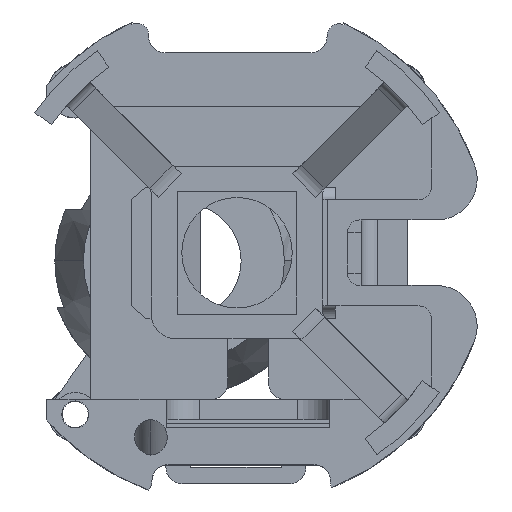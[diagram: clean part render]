
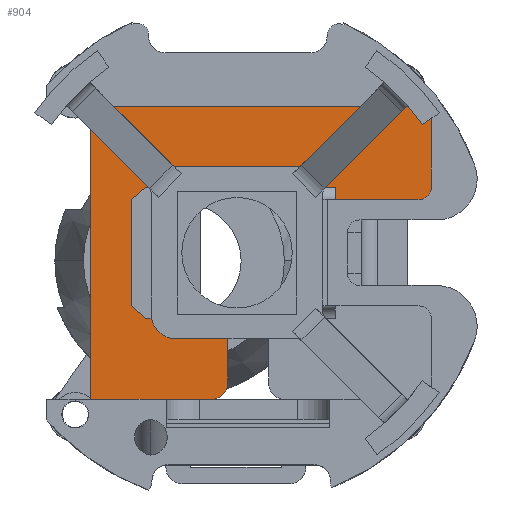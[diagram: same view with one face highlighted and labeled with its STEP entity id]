
A CAD part, left-side view. The second image highlights one B-rep face of the part: STEP entity #904.
In plain terms, the highlighted planar face has unit normal (-1, 0, 0).
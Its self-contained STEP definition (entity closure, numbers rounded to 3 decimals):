
#386=PLANE('',#15433);
#904=ADVANCED_FACE('',(#1645),#386,.T.);
#1645=FACE_OUTER_BOUND('',#2402,.F.);
#2402=EDGE_LOOP('',(#4238,#4239,#4240,#4241,#4242,#4243,#4244,#4245,#4246,#4247,
#4248,#4249,#4250,#4251,#4252,#4253,#4254,#4255,#4256,#4257,#4258,#4259,#4260,
#4261,#4262,#4263));
#4238=ORIENTED_EDGE('',*,*,#9151,.F.);
#4239=ORIENTED_EDGE('',*,*,#8686,.T.);
#4240=ORIENTED_EDGE('',*,*,#8687,.T.);
#4241=ORIENTED_EDGE('',*,*,#9152,.F.);
#4242=ORIENTED_EDGE('',*,*,#8682,.T.);
#4243=ORIENTED_EDGE('',*,*,#8684,.T.);
#4244=ORIENTED_EDGE('',*,*,#8685,.T.);
#4245=ORIENTED_EDGE('',*,*,#8681,.F.);
#4246=ORIENTED_EDGE('',*,*,#8680,.T.);
#4247=ORIENTED_EDGE('',*,*,#8679,.F.);
#4248=ORIENTED_EDGE('',*,*,#8675,.T.);
#4249=ORIENTED_EDGE('',*,*,#8676,.T.);
#4250=ORIENTED_EDGE('',*,*,#8677,.T.);
#4251=ORIENTED_EDGE('',*,*,#8678,.T.);
#4252=ORIENTED_EDGE('',*,*,#9153,.F.);
#4253=ORIENTED_EDGE('',*,*,#9154,.F.);
#4254=ORIENTED_EDGE('',*,*,#9155,.F.);
#4255=ORIENTED_EDGE('',*,*,#9121,.T.);
#4256=ORIENTED_EDGE('',*,*,#9118,.T.);
#4257=ORIENTED_EDGE('',*,*,#9117,.T.);
#4258=ORIENTED_EDGE('',*,*,#9115,.T.);
#4259=ORIENTED_EDGE('',*,*,#9111,.T.);
#4260=ORIENTED_EDGE('',*,*,#9112,.F.);
#4261=ORIENTED_EDGE('',*,*,#9136,.F.);
#4262=ORIENTED_EDGE('',*,*,#9139,.T.);
#4263=ORIENTED_EDGE('',*,*,#9130,.F.);
#7705=CIRCLE('',#15088,1.5);
#7706=CIRCLE('',#15089,1.5);
#7849=CIRCLE('',#15232,2.);
#7853=CIRCLE('',#15236,2.);
#8675=EDGE_CURVE('',#13702,#13701,#10729,.T.);
#8676=EDGE_CURVE('',#13701,#13700,#10730,.T.);
#8677=EDGE_CURVE('',#13700,#13699,#10731,.T.);
#8678=EDGE_CURVE('',#13699,#13736,#10732,.T.);
#8679=EDGE_CURVE('',#13702,#13698,#7705,.T.);
#8680=EDGE_CURVE('',#13697,#13698,#10733,.T.);
#8681=EDGE_CURVE('',#13697,#13696,#7706,.T.);
#8682=EDGE_CURVE('',#13735,#13695,#10734,.T.);
#8684=EDGE_CURVE('',#13695,#13693,#10736,.T.);
#8685=EDGE_CURVE('',#13693,#13696,#10737,.T.);
#8686=EDGE_CURVE('',#13692,#13691,#10738,.T.);
#8687=EDGE_CURVE('',#13691,#13732,#10739,.T.);
#9111=EDGE_CURVE('',#13442,#13861,#11012,.T.);
#9112=EDGE_CURVE('',#13441,#13861,#11013,.T.);
#9115=EDGE_CURVE('',#13438,#13442,#11016,.T.);
#9117=EDGE_CURVE('',#13436,#13438,#11018,.T.);
#9118=EDGE_CURVE('',#13435,#13436,#11019,.T.);
#9121=EDGE_CURVE('',#13858,#13435,#11022,.T.);
#9130=EDGE_CURVE('',#13428,#13448,#7849,.T.);
#9136=EDGE_CURVE('',#13443,#13441,#7853,.T.);
#9139=EDGE_CURVE('',#13443,#13448,#11032,.T.);
#9151=EDGE_CURVE('',#13692,#13428,#11044,.T.);
#9152=EDGE_CURVE('',#13735,#13732,#11045,.T.);
#9153=EDGE_CURVE('',#13420,#13736,#11046,.T.);
#9154=EDGE_CURVE('',#13419,#13420,#11047,.T.);
#9155=EDGE_CURVE('',#13858,#13419,#11048,.T.);
#10729=LINE('',#21960,#12096);
#10730=LINE('',#21961,#12097);
#10731=LINE('',#21962,#12098);
#10732=LINE('',#21963,#12099);
#10733=LINE('',#21965,#12100);
#10734=LINE('',#21967,#12101);
#10736=LINE('',#21969,#12103);
#10737=LINE('',#21970,#12104);
#10738=LINE('',#21971,#12105);
#10739=LINE('',#21972,#12106);
#11012=LINE('',#22614,#12379);
#11013=LINE('',#22615,#12380);
#11016=LINE('',#22618,#12383);
#11018=LINE('',#22620,#12385);
#11019=LINE('',#22621,#12386);
#11022=LINE('',#22624,#12389);
#11032=LINE('',#22642,#12399);
#11044=LINE('',#22654,#12411);
#11045=LINE('',#22655,#12412);
#11046=LINE('',#22656,#12413);
#11047=LINE('',#22657,#12414);
#11048=LINE('',#22658,#12415);
#12096=VECTOR('',#16735,7.);
#12097=VECTOR('',#16736,1.736);
#12098=VECTOR('',#16737,0.889);
#12099=VECTOR('',#16738,0.611);
#12100=VECTOR('',#16741,8.425);
#12101=VECTOR('',#16744,35.85);
#12103=VECTOR('',#16746,3.677);
#12104=VECTOR('',#16747,0.634);
#12105=VECTOR('',#16748,9.147);
#12106=VECTOR('',#16749,0.134);
#12379=VECTOR('',#17302,0.703);
#12380=VECTOR('',#17303,7.356);
#12383=VECTOR('',#17306,2.284);
#12385=VECTOR('',#17308,13.);
#12386=VECTOR('',#17309,2.284);
#12389=VECTOR('',#17312,0.703);
#12399=VECTOR('',#17338,5.925);
#12411=VECTOR('',#17350,5.5);
#12412=VECTOR('',#17351,35.851);
#12413=VECTOR('',#17352,1.5);
#12414=VECTOR('',#17353,1.5);
#12415=VECTOR('',#17354,21.);
#13419=VERTEX_POINT('',#21154);
#13420=VERTEX_POINT('',#21155);
#13428=VERTEX_POINT('',#21163);
#13435=VERTEX_POINT('',#21170);
#13436=VERTEX_POINT('',#21171);
#13438=VERTEX_POINT('',#21173);
#13441=VERTEX_POINT('',#21176);
#13442=VERTEX_POINT('',#21177);
#13443=VERTEX_POINT('',#21178);
#13448=VERTEX_POINT('',#21183);
#13691=VERTEX_POINT('',#21426);
#13692=VERTEX_POINT('',#21427);
#13693=VERTEX_POINT('',#21428);
#13695=VERTEX_POINT('',#21430);
#13696=VERTEX_POINT('',#21431);
#13697=VERTEX_POINT('',#21432);
#13698=VERTEX_POINT('',#21433);
#13699=VERTEX_POINT('',#21434);
#13700=VERTEX_POINT('',#21435);
#13701=VERTEX_POINT('',#21436);
#13702=VERTEX_POINT('',#21437);
#13732=VERTEX_POINT('',#21467);
#13735=VERTEX_POINT('',#21470);
#13736=VERTEX_POINT('',#21471);
#13858=VERTEX_POINT('',#21593);
#13861=VERTEX_POINT('',#21596);
#15088=AXIS2_PLACEMENT_3D('',#21964,#16739,#16740);
#15089=AXIS2_PLACEMENT_3D('',#21966,#16742,#16743);
#15232=AXIS2_PLACEMENT_3D('',#22633,#17323,#17324);
#15236=AXIS2_PLACEMENT_3D('',#22639,#17333,#17334);
#15433=AXIS2_PLACEMENT_3D('',#22988,#17843,#17844);
#16735=DIRECTION('',(0.,1.,0.));
#16736=DIRECTION('',(0.,1.,0.));
#16737=DIRECTION('',(0.,1.,0.));
#16738=DIRECTION('',(0.,1.,0.));
#16739=DIRECTION('',(-1.,0.,0.));
#16740=DIRECTION('',(0.,0.,-1.));
#16741=DIRECTION('',(0.,0.,-1.));
#16742=DIRECTION('',(-1.,0.,0.));
#16743=DIRECTION('',(0.,-1.,0.));
#16744=DIRECTION('',(0.,-1.,0.));
#16746=DIRECTION('',(0.,-1.,0.));
#16747=DIRECTION('',(0.,-1.,0.));
#16748=DIRECTION('',(0.,1.,0.));
#16749=DIRECTION('',(0.,1.,0.));
#17302=DIRECTION('',(0.,-1.,0.));
#17303=DIRECTION('',(0.,1.,0.));
#17306=DIRECTION('',(0.,-0.754,-0.657));
#17308=DIRECTION('',(0.,0.,-1.));
#17309=DIRECTION('',(0.,0.754,-0.657));
#17312=DIRECTION('',(0.,1.,0.));
#17323=DIRECTION('',(-1.,0.,0.));
#17324=DIRECTION('',(0.,0.,-1.));
#17333=DIRECTION('',(-1.,0.,0.));
#17334=DIRECTION('',(0.,-1.,0.));
#17338=DIRECTION('',(0.,0.,-1.));
#17350=DIRECTION('',(0.,-1.,0.));
#17351=DIRECTION('',(0.,0.,-1.));
#17352=DIRECTION('',(0.,0.,-1.));
#17353=DIRECTION('',(0.,-1.,0.));
#17354=DIRECTION('',(0.,-1.,0.));
#17843=DIRECTION('',(-1.,0.,0.));
#17844=DIRECTION('',(0.,0.,1.));
#21154=CARTESIAN_POINT('',(-60.275,9.254,
27.766));
#21155=CARTESIAN_POINT('',(-60.275,7.754,
27.766));
#21163=CARTESIAN_POINT('',(-60.275,22.897,1.841));
#21170=CARTESIAN_POINT('',(-60.275,30.957,27.766));
#21171=CARTESIAN_POINT('',(-60.275,32.679,26.266));
#21173=CARTESIAN_POINT('',(-60.275,32.679,13.266));
#21176=CARTESIAN_POINT('',(-60.275,22.897,
11.766));
#21177=CARTESIAN_POINT('',(-60.275,30.957,11.766));
#21178=CARTESIAN_POINT('',(-60.275,20.897,
9.766));
#21183=CARTESIAN_POINT('',(-60.275,20.897,
3.841));
#21426=CARTESIAN_POINT('',(-60.275,37.544,
1.841));
#21427=CARTESIAN_POINT('',(-60.275,28.397,
1.841));
#21428=CARTESIAN_POINT('',(-60.275,-1.849,
37.692));
#21430=CARTESIAN_POINT('',(-60.275,1.829,37.692));
#21431=CARTESIAN_POINT('',(-60.275,-2.483,37.692));
#21432=CARTESIAN_POINT('',(-60.275,-3.983,36.192));
#21433=CARTESIAN_POINT('',(-60.275,-3.983,
27.766));
#21434=CARTESIAN_POINT('',(-60.275,7.142,
26.266));
#21435=CARTESIAN_POINT('',(-60.275,6.254,
26.266));
#21436=CARTESIAN_POINT('',(-60.275,4.517,
26.266));
#21437=CARTESIAN_POINT('',(-60.275,-2.483,
26.266));
#21467=CARTESIAN_POINT('',(-60.275,37.679,
1.841));
#21470=CARTESIAN_POINT('',(-60.275,37.679,
37.692));
#21471=CARTESIAN_POINT('',(-60.275,7.754,
26.266));
#21593=CARTESIAN_POINT('',(-60.275,30.254,27.766));
#21596=CARTESIAN_POINT('',(-60.275,30.254,11.766));
#21960=CARTESIAN_POINT('',(-60.275,-2.483,
26.266));
#21961=CARTESIAN_POINT('',(-60.275,4.517,
26.266));
#21962=CARTESIAN_POINT('',(-60.275,6.254,
26.266));
#21963=CARTESIAN_POINT('',(-60.275,7.142,
26.266));
#21964=CARTESIAN_POINT('',(-60.275,-2.483,
27.766));
#21965=CARTESIAN_POINT('',(-60.275,-3.983,36.192));
#21966=CARTESIAN_POINT('',(-60.275,-2.483,
36.192));
#21967=CARTESIAN_POINT('',(-60.275,37.679,
37.692));
#21969=CARTESIAN_POINT('',(-60.275,1.829,37.692));
#21970=CARTESIAN_POINT('',(-60.275,-1.849,
37.692));
#21971=CARTESIAN_POINT('',(-60.275,28.397,
1.841));
#21972=CARTESIAN_POINT('',(-60.275,37.544,
1.841));
#22614=CARTESIAN_POINT('',(-60.275,30.957,11.766));
#22615=CARTESIAN_POINT('',(-60.275,22.897,
11.766));
#22618=CARTESIAN_POINT('',(-60.275,32.679,13.266));
#22620=CARTESIAN_POINT('',(-60.275,32.679,26.266));
#22621=CARTESIAN_POINT('',(-60.275,30.957,27.766));
#22624=CARTESIAN_POINT('',(-60.275,30.254,27.766));
#22633=CARTESIAN_POINT('',(-60.275,22.897,
3.841));
#22639=CARTESIAN_POINT('',(-60.275,22.897,
9.766));
#22642=CARTESIAN_POINT('',(-60.275,20.897,
9.766));
#22654=CARTESIAN_POINT('',(-60.275,28.397,
1.841));
#22655=CARTESIAN_POINT('',(-60.275,37.679,
37.692));
#22656=CARTESIAN_POINT('',(-60.275,7.754,
27.766));
#22657=CARTESIAN_POINT('',(-60.275,9.254,
27.766));
#22658=CARTESIAN_POINT('',(-60.275,30.254,27.766));
#22988=CARTESIAN_POINT('',(-60.275,-4.401,
1.424));
